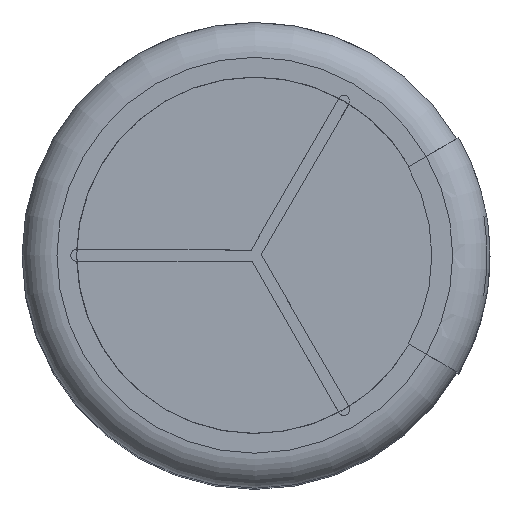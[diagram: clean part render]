
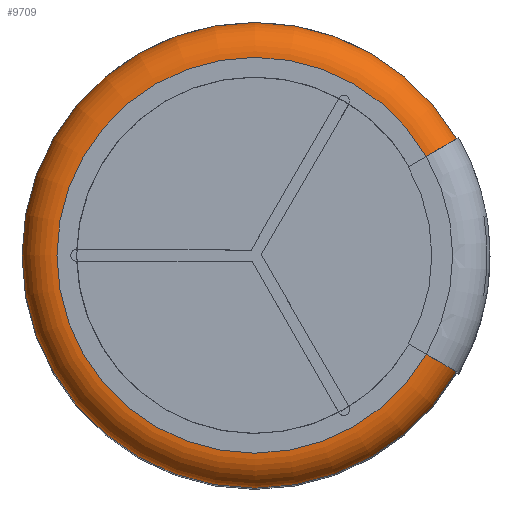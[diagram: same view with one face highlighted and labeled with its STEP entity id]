
A CAD part, top view. The second image highlights one B-rep face of the part: STEP entity #9709.
In plain terms, the highlighted toroidal (fillet/blend) face has major radius 1.7 mm and minor radius 0.3 mm.
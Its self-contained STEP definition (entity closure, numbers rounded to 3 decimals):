
#5 = ORIENTED_EDGE ( 'NONE', *, *, #4616, .F. ) ;
#160 = CARTESIAN_POINT ( 'NONE',  ( 1.732, -1., 3.16 ) ) ;
#303 = DIRECTION ( 'NONE',  ( -0.866, 0.5, 0. ) ) ;
#834 = EDGE_CURVE ( 'NONE', #11409, #6368, #11023, .T. ) ;
#1430 = DIRECTION ( 'NONE',  ( 1., 0., 0. ) ) ;
#1460 = CARTESIAN_POINT ( 'NONE',  ( 0., 0., 3.16 ) ) ;
#1564 = FACE_OUTER_BOUND ( 'NONE', #4360, .T. ) ;
#1695 = DIRECTION ( 'NONE',  ( -0.866, -0.5, 0. ) ) ;
#2008 = EDGE_CURVE ( 'NONE', #13360, #5282, #5947, .T. ) ;
#2226 = CIRCLE ( 'NONE', #5041, 2. ) ;
#3834 = DIRECTION ( 'NONE',  ( 0., 0., -1. ) ) ;
#3867 = CARTESIAN_POINT ( 'NONE',  ( 0., 0., 3.16 ) ) ;
#3949 = DIRECTION ( 'NONE',  ( 0., 0., -1. ) ) ;
#4360 = EDGE_LOOP ( 'NONE', ( #13857, #14201, #8039, #5 ) ) ;
#4616 = EDGE_CURVE ( 'NONE', #5282, #6368, #2226, .T. ) ;
#5041 = AXIS2_PLACEMENT_3D ( 'NONE', #1460, #3834, #9625 ) ;
#5282 = VERTEX_POINT ( 'NONE', #160 ) ;
#5374 = CIRCLE ( 'NONE', #11962, 1.7 ) ;
#5913 = CARTESIAN_POINT ( 'NONE',  ( 1.472, 0.85, 3.46 ) ) ;
#5947 = CIRCLE ( 'NONE', #12812, 0.3 ) ;
#6028 = CARTESIAN_POINT ( 'NONE',  ( 1.472, -0.85, 3.46 ) ) ;
#6158 = DIRECTION ( 'NONE',  ( 1., 0., 0. ) ) ;
#6368 = VERTEX_POINT ( 'NONE', #8285 ) ;
#6401 = DIRECTION ( 'NONE',  ( 0.5, 0.866, 0. ) ) ;
#7128 = TOROIDAL_SURFACE ( 'NONE', #13706, 1.7, 0.3 ) ;
#7704 = DIRECTION ( 'NONE',  ( -0.5, 0.866, 0. ) ) ;
#8039 = ORIENTED_EDGE ( 'NONE', *, *, #834, .T. ) ;
#8285 = CARTESIAN_POINT ( 'NONE',  ( 1.732, 1., 3.16 ) ) ;
#9625 = DIRECTION ( 'NONE',  ( 1., 0., 0. ) ) ;
#9709 = ADVANCED_FACE ( 'NONE', ( #1564 ), #7128, .T. ) ;
#9910 = CARTESIAN_POINT ( 'NONE',  ( 0., 0., 3.46 ) ) ;
#10760 = AXIS2_PLACEMENT_3D ( 'NONE', #14142, #7704, #1695 ) ;
#11023 = CIRCLE ( 'NONE', #10760, 0.3 ) ;
#11409 = VERTEX_POINT ( 'NONE', #5913 ) ;
#11962 = AXIS2_PLACEMENT_3D ( 'NONE', #9910, #13332, #1430 ) ;
#12286 = CARTESIAN_POINT ( 'NONE',  ( 1.472, -0.85, 3.16 ) ) ;
#12812 = AXIS2_PLACEMENT_3D ( 'NONE', #12286, #6401, #303 ) ;
#13332 = DIRECTION ( 'NONE',  ( 0., 0., -1. ) ) ;
#13360 = VERTEX_POINT ( 'NONE', #6028 ) ;
#13706 = AXIS2_PLACEMENT_3D ( 'NONE', #3867, #3949, #6158 ) ;
#13857 = ORIENTED_EDGE ( 'NONE', *, *, #2008, .F. ) ;
#14142 = CARTESIAN_POINT ( 'NONE',  ( 1.472, 0.85, 3.16 ) ) ;
#14201 = ORIENTED_EDGE ( 'NONE', *, *, #15620, .T. ) ;
#15620 = EDGE_CURVE ( 'NONE', #13360, #11409, #5374, .T. ) ;
